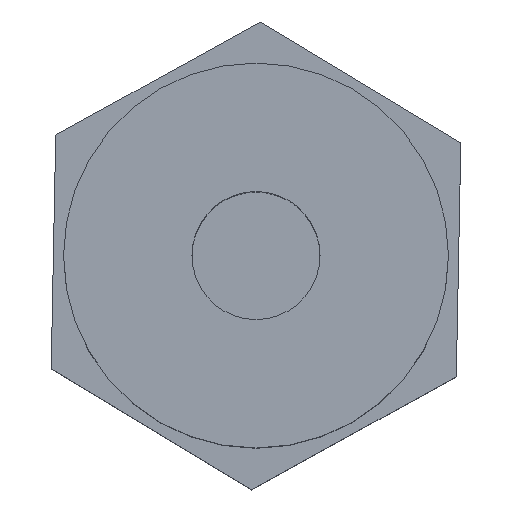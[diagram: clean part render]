
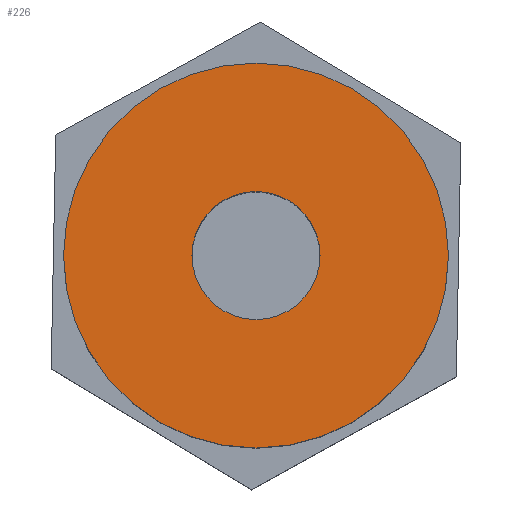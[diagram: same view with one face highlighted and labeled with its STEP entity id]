
A CAD part, top view. The second image highlights one B-rep face of the part: STEP entity #226.
In plain terms, the highlighted planar face has unit normal (0, 0, 1).
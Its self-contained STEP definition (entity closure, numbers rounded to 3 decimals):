
#21=FACE_BOUND('',#64,.T.);
#33=PLANE('',#261);
#47=FACE_OUTER_BOUND('',#63,.T.);
#63=EDGE_LOOP('',(#209));
#64=EDGE_LOOP('',(#210));
#105=CIRCLE('',#243,3.8);
#111=CIRCLE('',#259,1.265);
#112=VERTEX_POINT('',#332);
#129=VERTEX_POINT('',#411);
#130=EDGE_CURVE('',#112,#112,#105,.T.);
#155=EDGE_CURVE('',#129,#129,#111,.T.);
#209=ORIENTED_EDGE('',*,*,#130,.F.);
#210=ORIENTED_EDGE('',*,*,#155,.F.);
#226=ADVANCED_FACE('',(#47,#21),#33,.T.);
#243=AXIS2_PLACEMENT_3D('',#333,#269,#270);
#259=AXIS2_PLACEMENT_3D('',#412,#320,#321);
#261=AXIS2_PLACEMENT_3D('',#415,#325,#326);
#269=DIRECTION('center_axis',(0.,0.,-1.));
#270=DIRECTION('ref_axis',(-1.,0.,0.));
#320=DIRECTION('center_axis',(0.,0.,1.));
#321=DIRECTION('ref_axis',(1.,0.,0.));
#325=DIRECTION('center_axis',(0.,0.,1.));
#326=DIRECTION('ref_axis',(-1.,0.,0.));
#332=CARTESIAN_POINT('',(3.8,0.,5.72));
#333=CARTESIAN_POINT('Origin',(0.,0.,5.72));
#411=CARTESIAN_POINT('',(-1.265,0.,5.72));
#412=CARTESIAN_POINT('Origin',(0.,0.,5.72));
#415=CARTESIAN_POINT('Origin',(0.,0.,5.72));
